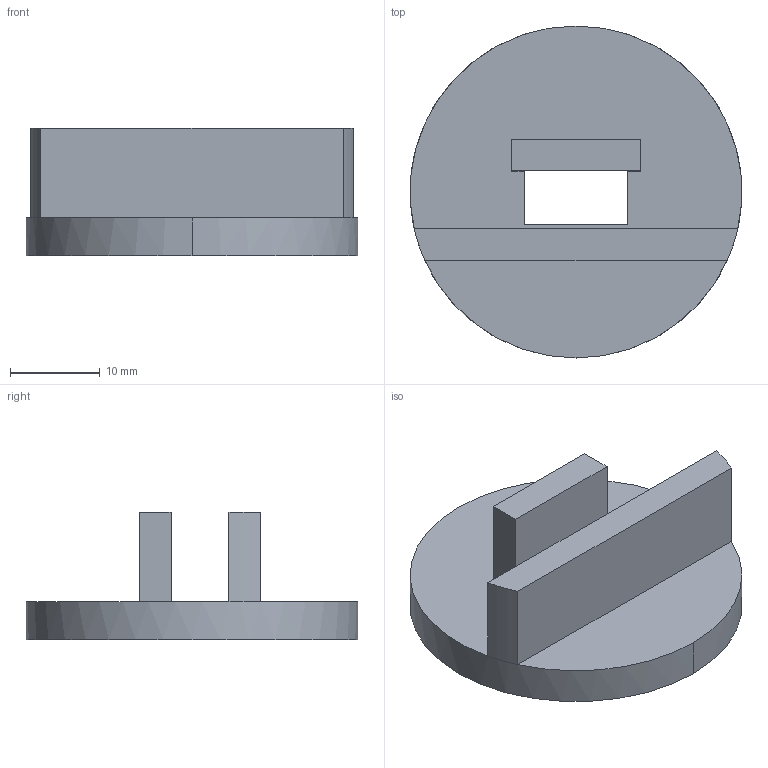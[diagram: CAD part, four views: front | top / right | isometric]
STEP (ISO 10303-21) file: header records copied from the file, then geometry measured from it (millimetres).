
FILE_DESCRIPTION(/* description */ (''),/* implementation_level */ '2;1');
FILE_NAME(/* name */ 'structure_v1_base',/* time_stamp */ '2025-06-22T00:36:16+02:00',/* author */ (''),/* organization */ (''),/* preprocessor_version */ 'ST-DEVELOPER v19.2',/* originating_system */ 'Rhino 8.12',/* authorisation */ '');
FILE_SCHEMA (('CONFIG_CONTROL_DESIGN'));
Length unit declared in the file: millimetre
Products named in the file (1): Document
Bounding box: 37 x 37 x 14.22 mm (x, y, z)
Volume: 5963.5 mm3; surface area: 3787 mm2
Topology: 1 solids, 1 shells, 20 faces, 50 edges, 32 vertices
Faces by surface type: plane 16, cylinder 4
Entity records: 652 total; most frequent: CARTESIAN_POINT 166, ORIENTED_EDGE 100, EDGE_CURVE 50, DIRECTION 44, B_SPLINE_CURVE_WITH_KNOTS 38, VERTEX_POINT 32, AXIS2_PLACEMENT_3D 32, EDGE_LOOP 22
